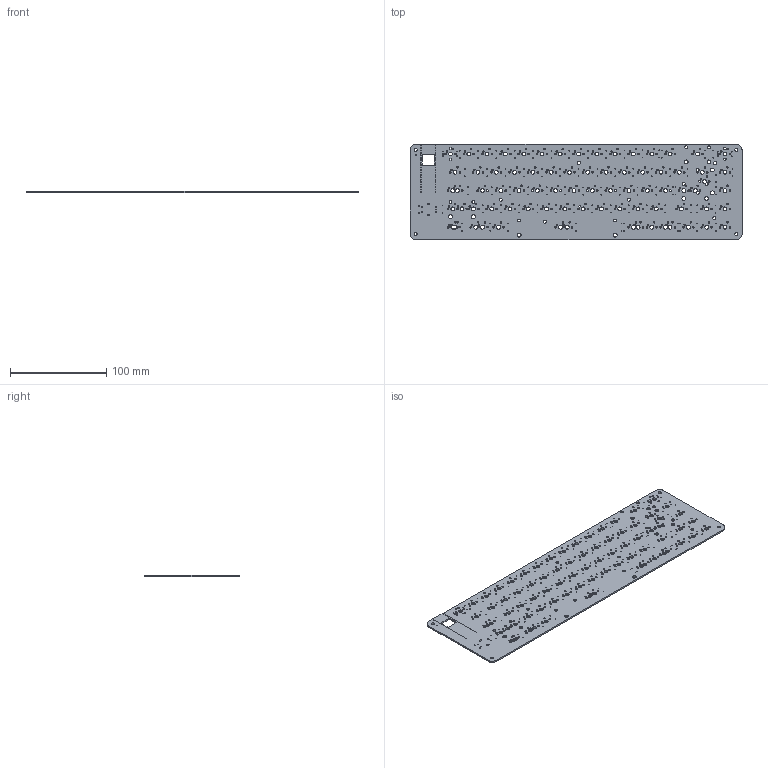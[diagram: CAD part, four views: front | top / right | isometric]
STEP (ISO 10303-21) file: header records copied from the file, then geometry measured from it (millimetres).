
FILE_DESCRIPTION(('KiCad electronic assembly'),'2;1');
FILE_NAME('stoutgatv2.step','2020-08-16T10:54:23',('An Author'),( 'A Company'),'Open CASCADE STEP processor 7.3', 'KiCad to STEP converter','Unknown');
FILE_SCHEMA(('AUTOMOTIVE_DESIGN { 1 0 10303 214 1 1 1 1 }'));
Length unit declared in the file: millimetre
Products named in the file (2): Open CASCADE STEP translator 7.3 1; COMPOUND
Assembly tree (1 placements, depth 2):
  Open CASCADE STEP translator 7.3 1
    COMPOUND
Bounding box: 345.72 x 99.47 x 1.6 mm (x, y, z)
Volume: 51584.3 mm3; surface area: 71272.4 mm2
Topology: 1 solids, 1 shells, 668 faces, 1998 edges, 1332 vertices
Faces by surface type: cylinder 645, plane 23
Full cylindrical faces by diameter (mm): 0.75 x140, 0.762 x40, 1 x16, 1.5 x152, 1.7 x142, 3.05 x7, 3.2 x10, 4 x77
Entity records: 51669 total; most frequent: DIRECTION 8568, CARTESIAN_POINT 8052, ORIENTED_EDGE 3996, PCURVE 3996, DEFINITIONAL_REPRESENTATION 3996, LINE 3358, VECTOR 3358, CIRCLE 2580
